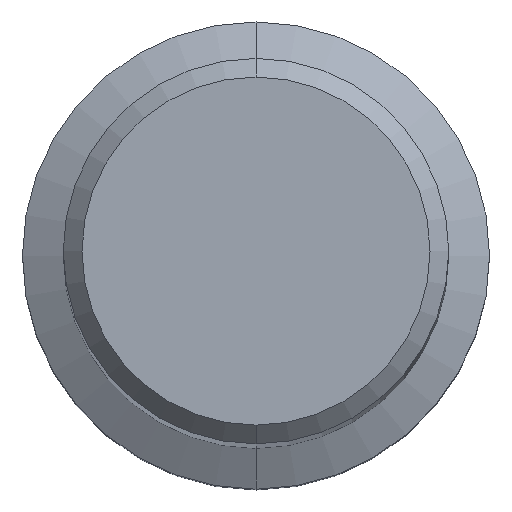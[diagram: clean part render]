
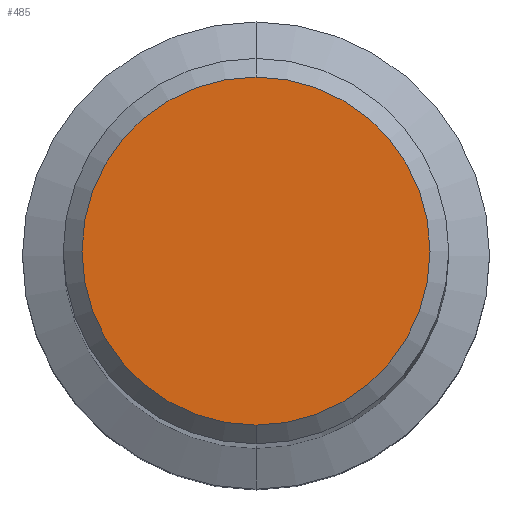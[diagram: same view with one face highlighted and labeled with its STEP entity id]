
A CAD part, top view. The second image highlights one B-rep face of the part: STEP entity #485.
In plain terms, the highlighted planar face has unit normal (0, 0, 1).
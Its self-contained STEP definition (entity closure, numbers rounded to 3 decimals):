
#231=VERTEX_POINT('',#589);
#233=EDGE_CURVE('',#461,#231,#591,.T.);
#425=EDGE_CURVE('',#231,#461,#805,.T.);
#461=VERTEX_POINT('',#842);
#485=ADVANCED_FACE('',(#871),#872,.T.);
#589=CARTESIAN_POINT('',(0.0,7.45,0.0));
#591=CIRCLE('',#1022,7.45);
#805=CIRCLE('',#1459,7.45);
#842=CARTESIAN_POINT('',(0.,-7.45,0.0));
#871=FACE_OUTER_BOUND('',#1572,.T.);
#872=PLANE('',#1573);
#1022=AXIS2_PLACEMENT_3D('',#1756,#1757,#1758);
#1459=AXIS2_PLACEMENT_3D('',#1997,#1998,#1999);
#1572=EDGE_LOOP('',(#2075,#2076));
#1573=AXIS2_PLACEMENT_3D('',#2077,#2078,#2079);
#1756=CARTESIAN_POINT('',(0.0,0.0,0.0));
#1757=DIRECTION('',(0.0,0.0,-1.0));
#1758=DIRECTION('',(0.0,1.0,0.0));
#1997=CARTESIAN_POINT('',(0.0,0.0,0.0));
#1998=DIRECTION('',(0.0,0.0,-1.0));
#1999=DIRECTION('',(0.0,1.0,0.0));
#2075=ORIENTED_EDGE('',*,*,#425,.F.);
#2076=ORIENTED_EDGE('',*,*,#233,.F.);
#2077=CARTESIAN_POINT('',(0.0,3.725,0.0));
#2078=DIRECTION('',(-0.0,0.0,1.0));
#2079=DIRECTION('',(0.0,-1.0,0.0));
